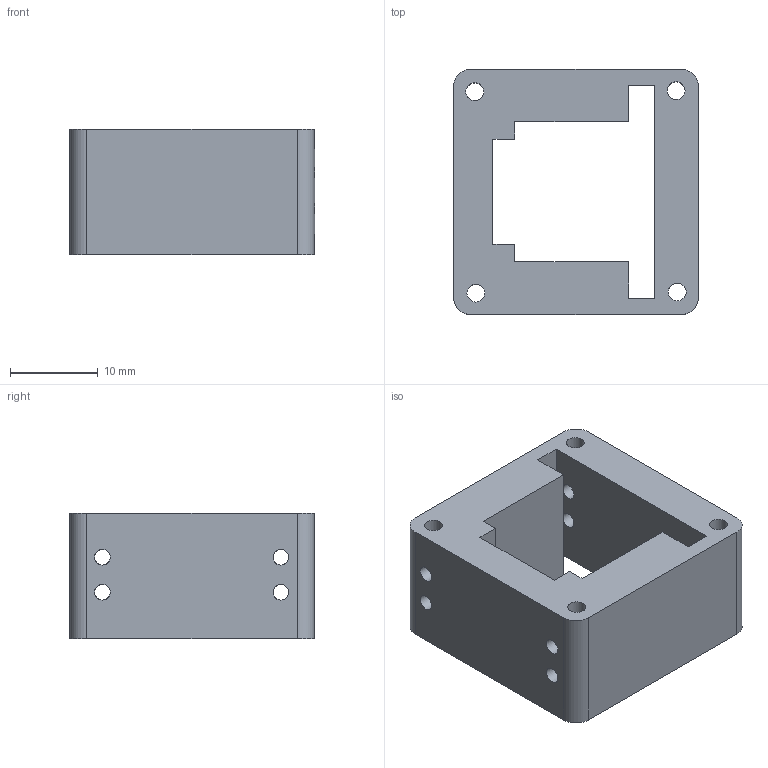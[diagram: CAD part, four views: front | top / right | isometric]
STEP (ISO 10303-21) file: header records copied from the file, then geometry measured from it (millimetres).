
FILE_DESCRIPTION(/* description */ (''),/* implementation_level */ '2;1');
FILE_NAME(/* name */ '00_Micro_Stepper_15mm_Gearbox_NEMA17Adapter.stp',/* time_stamp */ '2024-08-29T13:04:51+02:00',/* author */ ('diederichbenedict'),/* organization */ (''),/* preprocessor_version */ 'ST-DEVELOPER v20',/* originating_system */ 'Autodesk Inventor 2024',/* authorisation */ '');
FILE_SCHEMA (('AUTOMOTIVE_DESIGN { 1 0 10303 214 3 1 1 }'));
Length unit declared in the file: millimetre
Products named in the file (1): 00_Micro_Stepper_15mm_Gearbox_NEMA17Adapter
Bounding box: 28 x 28 x 14.3 mm (x, y, z)
Volume: 6206 mm3; surface area: 4542.9 mm2
Topology: 1 solids, 1 shells, 46 faces, 166 edges, 109 vertices
Faces by surface type: plane 24, cylinder 22
Full cylindrical faces by diameter (mm): 1.8 x8, 2.05 x4, 4 x2
Entity records: 2312 total; most frequent: CARTESIAN_POINT 758, ORIENTED_EDGE 332, DIRECTION 292, EDGE_CURVE 166, VERTEX_POINT 108, AXIS2_PLACEMENT_3D 103, LINE 86, VECTOR 86
